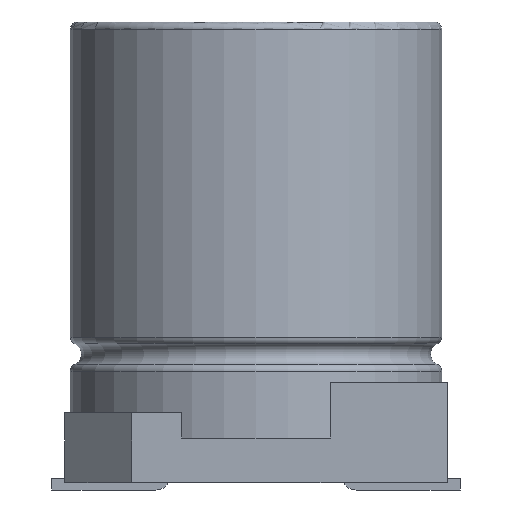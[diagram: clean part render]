
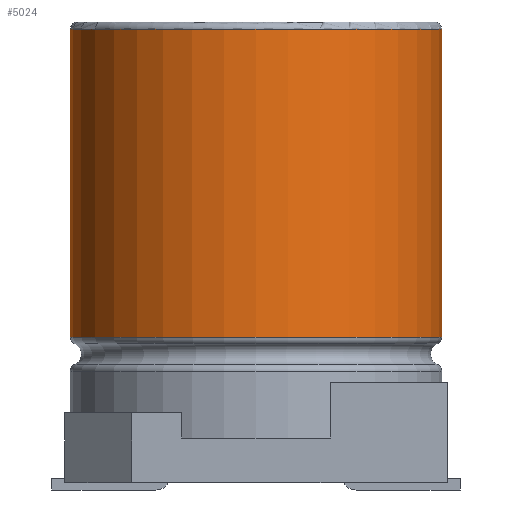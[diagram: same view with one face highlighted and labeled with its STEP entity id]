
A CAD part, front view. The second image highlights one B-rep face of the part: STEP entity #5024.
In plain terms, the highlighted cylindrical face has radius 5 mm (diameter 10 mm), a full revolution.
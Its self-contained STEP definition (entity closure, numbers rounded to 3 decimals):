
#505=LINE('',#6793,#1033);
#1033=VECTOR('',#5666,5.);
#1560=CYLINDRICAL_SURFACE('',#5339,5.);
#1575=FACE_OUTER_BOUND('',#1853,.T.);
#1853=EDGE_LOOP('',(#3461,#3462,#3463,#3464));
#2157=CIRCLE('',#5338,5.);
#2158=CIRCLE('',#5340,5.);
#2189=VERTEX_POINT('',#6788);
#2190=VERTEX_POINT('',#6792);
#2696=EDGE_CURVE('',#2189,#2189,#2157,.T.);
#2697=EDGE_CURVE('',#2189,#2190,#505,.T.);
#2698=EDGE_CURVE('',#2190,#2190,#2158,.T.);
#3461=ORIENTED_EDGE('',*,*,#2696,.F.);
#3462=ORIENTED_EDGE('',*,*,#2697,.T.);
#3463=ORIENTED_EDGE('',*,*,#2698,.T.);
#3464=ORIENTED_EDGE('',*,*,#2697,.F.);
#5024=ADVANCED_FACE('',(#1575),#1560,.T.);
#5338=AXIS2_PLACEMENT_3D('',#6790,#5662,#5663);
#5339=AXIS2_PLACEMENT_3D('',#6791,#5664,#5665);
#5340=AXIS2_PLACEMENT_3D('',#6794,#5667,#5668);
#5662=DIRECTION('center_axis',(0.,0.,-1.));
#5663=DIRECTION('ref_axis',(1.,0.,0.));
#5664=DIRECTION('center_axis',(0.,0.,-1.));
#5665=DIRECTION('ref_axis',(1.,0.,0.));
#5666=DIRECTION('',(0.,0.,1.));
#5667=DIRECTION('center_axis',(0.,0.,-1.));
#5668=DIRECTION('ref_axis',(1.,0.,0.));
#6788=CARTESIAN_POINT('',(-5.,0.,4.117));
#6790=CARTESIAN_POINT('Origin',(0.,0.,
4.117));
#6791=CARTESIAN_POINT('Origin',(0.,0.,1.4));
#6792=CARTESIAN_POINT('',(-5.,0.,12.4));
#6793=CARTESIAN_POINT('',(-5.,0.,1.4));
#6794=CARTESIAN_POINT('Origin',(0.,0.,
12.4));
